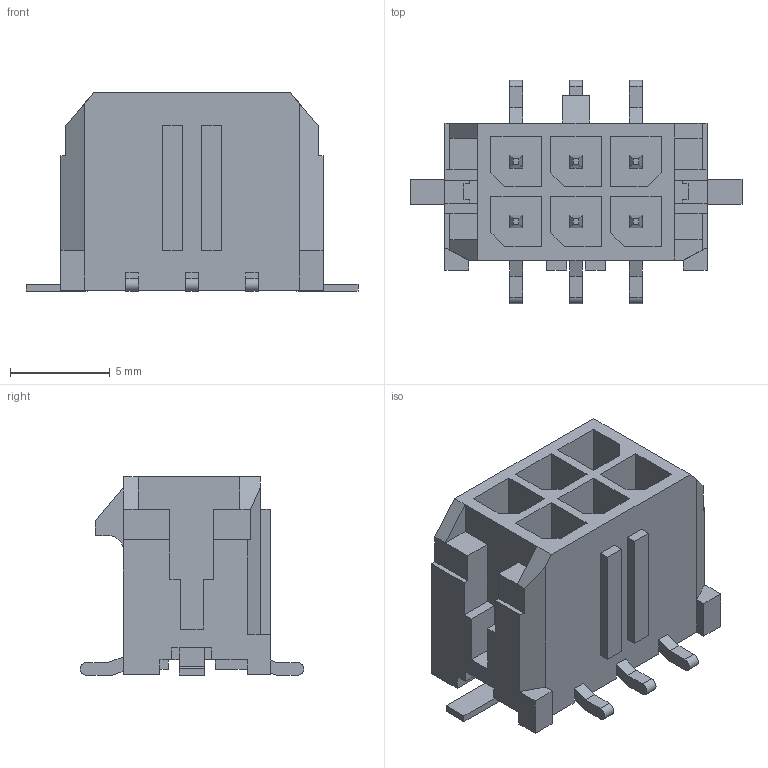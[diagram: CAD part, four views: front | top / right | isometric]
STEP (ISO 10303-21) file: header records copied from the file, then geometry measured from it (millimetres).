
FILE_DESCRIPTION((''),'2;1');
FILE_NAME('430450618','2016-02-03T',('me'),(''),'PRO/ENGINEER BY PARAMETRIC TECHNOLOGY CORPORATION, 2011490','PRO/ENGINEER BY PARAMETRIC TECHNOLOGY CORPORATION, 2011490','');
FILE_SCHEMA(('CONFIG_CONTROL_DESIGN'));
Length unit declared in the file: millimetre
Products named in the file (1): 430450618
Bounding box: 16.65 x 11.2 x 9.96 mm (x, y, z)
Volume: 554.4 mm3; surface area: 1172.6 mm2
Topology: 1 solids, 1 shells, 330 faces, 882 edges, 571 vertices
Faces by surface type: plane 319, cylinder 11
Entity records: 9943 total; most frequent: CARTESIAN_POINT 1741, ORIENTED_EDGE 1682, DIRECTION 1566, VECTOR 860, LINE 860, EDGE_CURVE 841, VERTEX_POINT 528, AXIS2_PLACEMENT_3D 353
